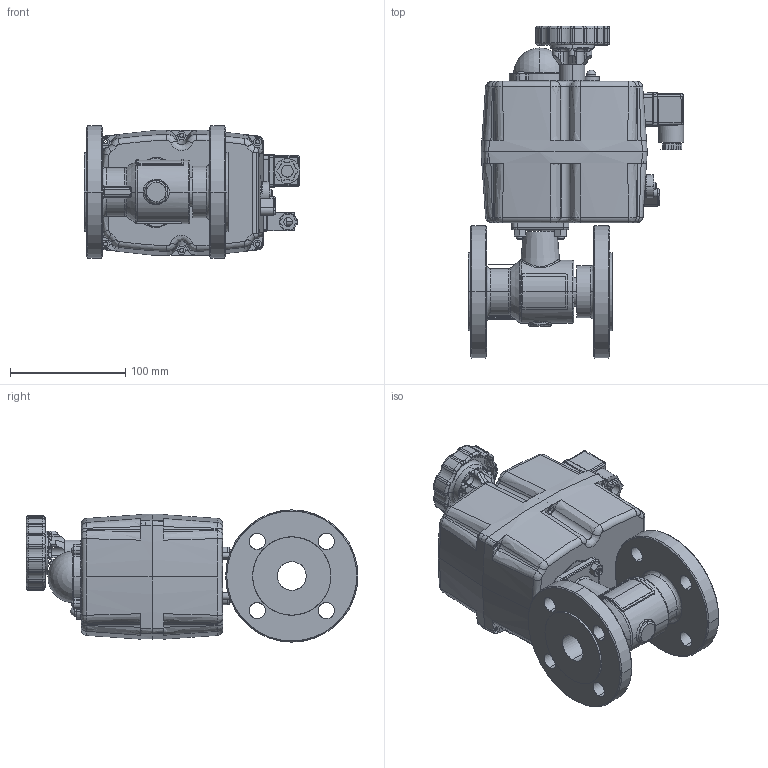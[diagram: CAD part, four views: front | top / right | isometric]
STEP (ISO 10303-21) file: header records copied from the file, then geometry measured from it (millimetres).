
FILE_DESCRIPTION (( 'STEP AP214' ), '1' );
FILE_NAME ('EK04-DN25_(EK04000005).STEP', '2022-05-20T09:48:56', ( '' ), ( '' ), 'SwSTEP 2.0', 'SolidWorks 2021', '' );
FILE_SCHEMA (( 'AUTOMOTIVE_DESIGN' ));
Length unit declared in the file: metre
Products named in the file (1): EK04-DN25_(EK04000005)
Bounding box: 187.21 x 288.5 x 115 mm (x, y, z)
Surface area: 194680.2 mm2 (no closed solid volume)
Topology: 0 solids, 256 shells, 1439 faces, 5112 edges, 3821 vertices
Faces by surface type: cylinder 473, plane 404, torus 276, bspline 157, cone 116, sphere 13
Entity records: 100140 total; most frequent: CARTESIAN_POINT 42284, DIRECTION 8839, ORIENTED_EDGE 7550, EDGE_CURVE 5077, VERTEX_POINT 3820, AXIS2_PLACEMENT_3D 3399, CIRCLE 2116, VECTOR 2041
